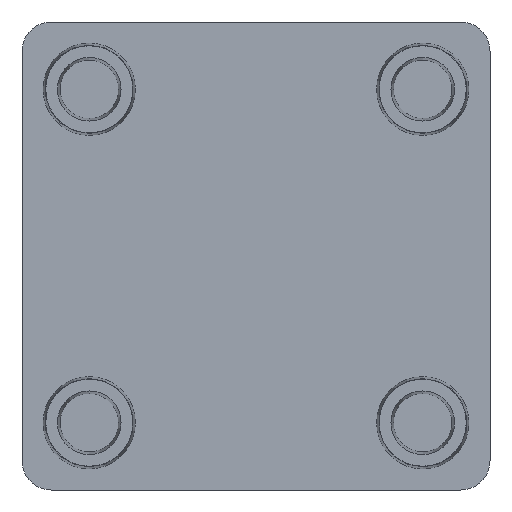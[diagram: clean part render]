
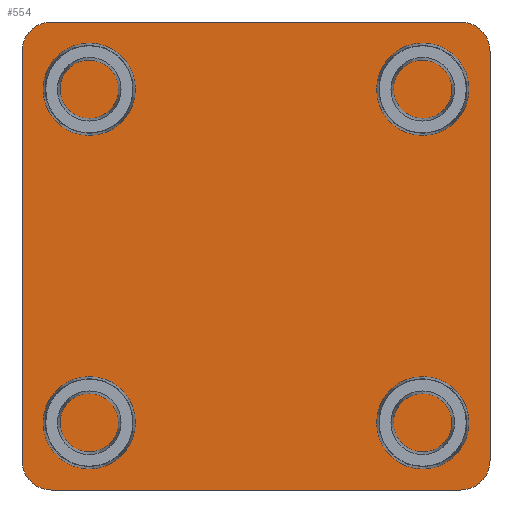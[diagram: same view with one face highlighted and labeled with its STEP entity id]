
A CAD part, front view. The second image highlights one B-rep face of the part: STEP entity #554.
In plain terms, the highlighted planar face has unit normal (0, -1, 0).
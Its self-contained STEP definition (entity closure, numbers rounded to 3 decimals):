
#48=PLANE('',#624);
#66=FACE_OUTER_BOUND('',#100,.T.);
#100=EDGE_LOOP('',(#417,#418,#419,#420,#421,#422,#423,#424));
#134=CIRCLE('',#605,2.);
#136=CIRCLE('',#609,2.);
#138=CIRCLE('',#613,2.);
#140=CIRCLE('',#617,2.);
#189=LINE('',#894,#217);
#193=LINE('',#906,#221);
#197=LINE('',#918,#225);
#200=LINE('',#927,#228);
#217=VECTOR('',#699,1000.);
#221=VECTOR('',#711,1000.);
#225=VECTOR('',#723,1000.);
#228=VECTOR('',#734,1000.);
#242=VERTEX_POINT('',#882);
#244=VERTEX_POINT('',#886);
#246=VERTEX_POINT('',#891);
#248=VERTEX_POINT('',#897);
#250=VERTEX_POINT('',#903);
#252=VERTEX_POINT('',#909);
#254=VERTEX_POINT('',#915);
#256=VERTEX_POINT('',#921);
#300=EDGE_CURVE('',#244,#242,#134,.T.);
#303=EDGE_CURVE('',#242,#246,#189,.T.);
#306=EDGE_CURVE('',#246,#248,#136,.T.);
#309=EDGE_CURVE('',#248,#250,#193,.T.);
#312=EDGE_CURVE('',#250,#252,#138,.T.);
#315=EDGE_CURVE('',#252,#254,#197,.T.);
#318=EDGE_CURVE('',#254,#256,#140,.T.);
#320=EDGE_CURVE('',#256,#244,#200,.T.);
#417=ORIENTED_EDGE('',*,*,#300,.F.);
#418=ORIENTED_EDGE('',*,*,#320,.F.);
#419=ORIENTED_EDGE('',*,*,#318,.F.);
#420=ORIENTED_EDGE('',*,*,#315,.F.);
#421=ORIENTED_EDGE('',*,*,#312,.F.);
#422=ORIENTED_EDGE('',*,*,#309,.F.);
#423=ORIENTED_EDGE('',*,*,#306,.F.);
#424=ORIENTED_EDGE('',*,*,#303,.F.);
#554=ADVANCED_FACE('',(#66),#48,.F.);
#605=AXIS2_PLACEMENT_3D('',#888,#693,#694);
#609=AXIS2_PLACEMENT_3D('',#900,#705,#706);
#613=AXIS2_PLACEMENT_3D('',#912,#717,#718);
#617=AXIS2_PLACEMENT_3D('',#924,#729,#730);
#624=AXIS2_PLACEMENT_3D('',#945,#749,#750);
#693=DIRECTION('center_axis',(0.,1.,0.));
#694=DIRECTION('ref_axis',(0.,0.,1.));
#699=DIRECTION('',(1.,0.,0.));
#705=DIRECTION('center_axis',(0.,1.,0.));
#706=DIRECTION('ref_axis',(0.,0.,1.));
#711=DIRECTION('',(0.,0.,-1.));
#717=DIRECTION('center_axis',(0.,1.,0.));
#718=DIRECTION('ref_axis',(0.,0.,1.));
#723=DIRECTION('',(-1.,0.,0.));
#729=DIRECTION('center_axis',(0.,1.,0.));
#730=DIRECTION('ref_axis',(0.,0.,1.));
#734=DIRECTION('',(0.,0.,1.));
#749=DIRECTION('center_axis',(0.,1.,0.));
#750=DIRECTION('ref_axis',(0.,0.,1.));
#882=CARTESIAN_POINT('',(-14.,0.,16.));
#886=CARTESIAN_POINT('',(-16.,0.,14.));
#888=CARTESIAN_POINT('Origin',(-14.,0.,14.));
#891=CARTESIAN_POINT('',(14.,0.,16.));
#894=CARTESIAN_POINT('',(-14.,0.,16.));
#897=CARTESIAN_POINT('',(16.,0.,14.));
#900=CARTESIAN_POINT('Origin',(14.,0.,14.));
#903=CARTESIAN_POINT('',(16.,0.,-14.));
#906=CARTESIAN_POINT('',(16.,0.,14.));
#909=CARTESIAN_POINT('',(14.,0.,-16.));
#912=CARTESIAN_POINT('Origin',(14.,0.,-14.));
#915=CARTESIAN_POINT('',(-14.,0.,-16.));
#918=CARTESIAN_POINT('',(-14.,0.,-16.));
#921=CARTESIAN_POINT('',(-16.,0.,-14.));
#924=CARTESIAN_POINT('Origin',(-14.,0.,-14.));
#927=CARTESIAN_POINT('',(-16.,0.,14.));
#945=CARTESIAN_POINT('Origin',(-14.,0.,14.));
